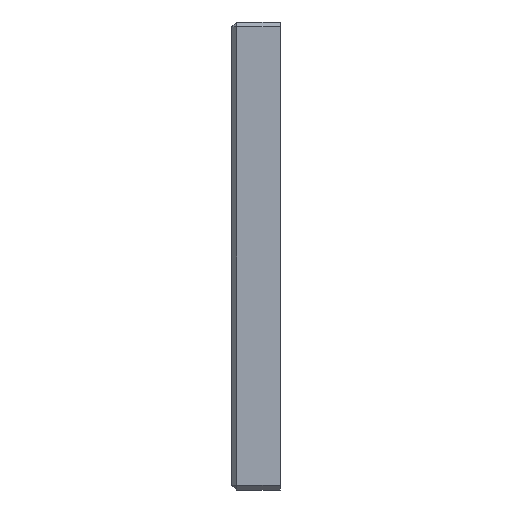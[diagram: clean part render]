
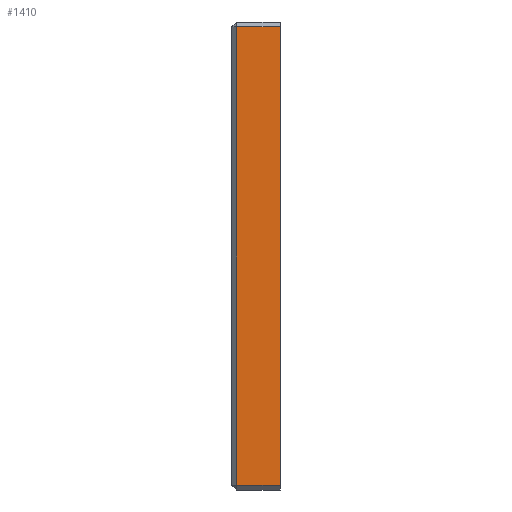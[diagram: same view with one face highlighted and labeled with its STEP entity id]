
A CAD part, left-side view. The second image highlights one B-rep face of the part: STEP entity #1410.
In plain terms, the highlighted planar face has unit normal (-1, 0, 0).
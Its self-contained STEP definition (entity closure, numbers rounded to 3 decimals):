
#185=PLANE('',#1547);
#265=FACE_OUTER_BOUND('',#374,.T.);
#374=EDGE_LOOP('',(#1264,#1265,#1266,#1267));
#474=LINE('',#2361,#575);
#481=LINE('',#2375,#582);
#485=LINE('',#2381,#586);
#496=LINE('',#2423,#597);
#575=VECTOR('',#1823,10.);
#582=VECTOR('',#1834,10.);
#586=VECTOR('',#1842,10.);
#597=VECTOR('',#1895,10.);
#732=VERTEX_POINT('',#2354);
#734=VERTEX_POINT('',#2359);
#735=VERTEX_POINT('',#2364);
#738=VERTEX_POINT('',#2371);
#906=EDGE_CURVE('',#734,#732,#474,.T.);
#913=EDGE_CURVE('',#735,#738,#481,.T.);
#917=EDGE_CURVE('',#732,#735,#485,.T.);
#938=EDGE_CURVE('',#738,#734,#496,.T.);
#1264=ORIENTED_EDGE('',*,*,#906,.F.);
#1265=ORIENTED_EDGE('',*,*,#938,.F.);
#1266=ORIENTED_EDGE('',*,*,#913,.F.);
#1267=ORIENTED_EDGE('',*,*,#917,.F.);
#1410=ADVANCED_FACE('',(#265),#185,.T.);
#1547=AXIS2_PLACEMENT_3D('',#2422,#1893,#1894);
#1823=DIRECTION('',(0.,1.,0.));
#1834=DIRECTION('',(0.,-1.,0.));
#1842=DIRECTION('',(0.,0.,1.));
#1893=DIRECTION('center_axis',(-1.,0.,0.));
#1894=DIRECTION('ref_axis',(0.,0.,1.));
#1895=DIRECTION('',(0.,0.,-1.));
#2354=CARTESIAN_POINT('',(-135.,133.,-190.35));
#2359=CARTESIAN_POINT('',(-135.,115.,-190.35));
#2361=CARTESIAN_POINT('',(-135.,115.,-190.35));
#2364=CARTESIAN_POINT('',(-135.,133.,-2.));
#2371=CARTESIAN_POINT('',(-135.,115.,-2.));
#2375=CARTESIAN_POINT('',(-135.,115.,-2.));
#2381=CARTESIAN_POINT('',(-135.,133.,-144.263));
#2422=CARTESIAN_POINT('Origin',(-135.,115.,-192.35));
#2423=CARTESIAN_POINT('',(-135.,115.,-172.35));
